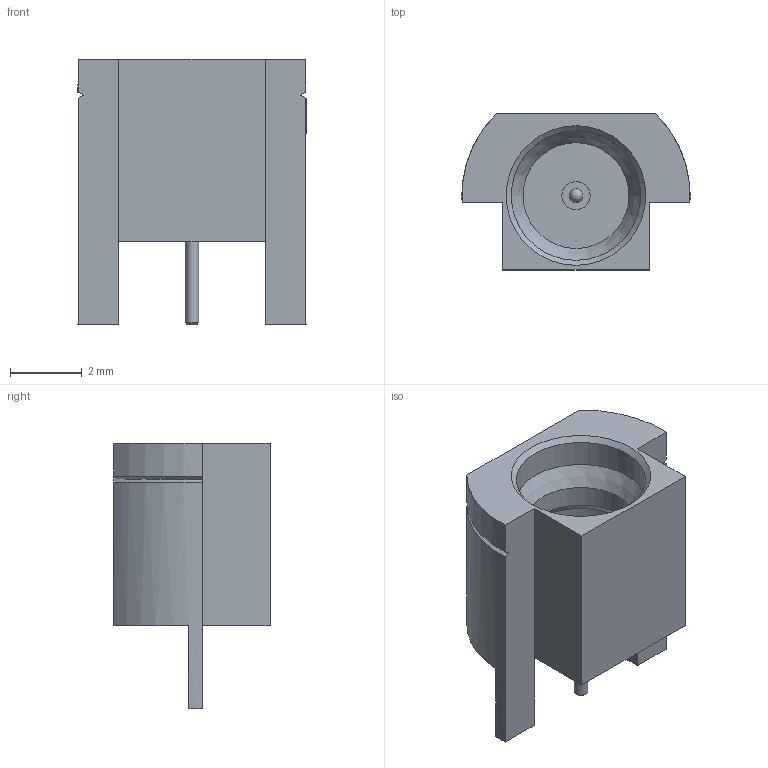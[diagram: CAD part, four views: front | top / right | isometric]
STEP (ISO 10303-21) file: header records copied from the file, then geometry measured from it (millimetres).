
FILE_DESCRIPTION (( 'STEP AP203' ), '1' );
FILE_NAME ('SC5370_3D.step', '2021-07-26T18:59:23', ( '' ), ( '' ), 'SwSTEP 2.0', 'SolidWorks 2021', '' );
FILE_SCHEMA (( 'CONFIG_CONTROL_DESIGN' ));
Length unit declared in the file: inch
Products named in the file (1): SC5370_3D
Bounding box: 6.35 x 4.34 x 7.39 mm (x, y, z)
Volume: 85.3 mm3; surface area: 222.6 mm2
Topology: 1 solids, 2 shells, 41 faces, 92 edges, 58 vertices
Faces by surface type: plane 20, cylinder 12, cone 4, bspline 4, sphere 1
Full cylindrical faces by diameter (mm): 0.381 x2, 0.786 x1, 1.524 x1, 2.946 x1, 3.175 x1, 3.607 x1, 3.957 x1
Entity records: 1235 total; most frequent: CARTESIAN_POINT 330, DIRECTION 162, ORIENTED_EDGE 152, EDGE_CURVE 76, AXIS2_PLACEMENT_3D 62, EDGE_LOOP 58, VERTEX_POINT 56, FACE_OUTER_BOUND 49
